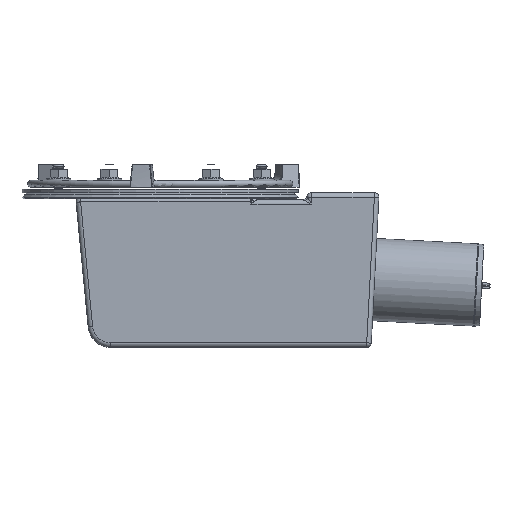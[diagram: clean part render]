
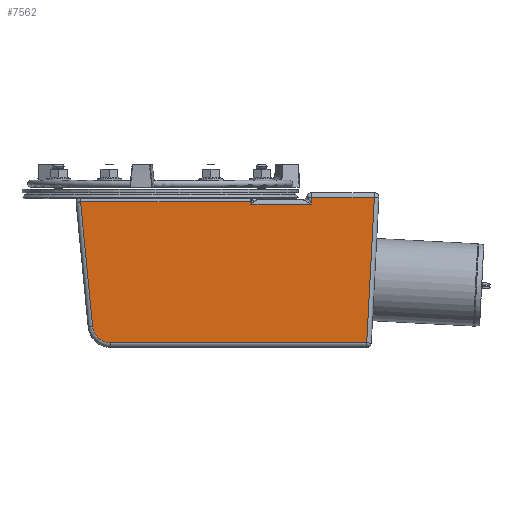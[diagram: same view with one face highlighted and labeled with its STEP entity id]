
A CAD part, front view. The second image highlights one B-rep face of the part: STEP entity #7562.
In plain terms, the highlighted planar face has unit normal (0, -1, 0).
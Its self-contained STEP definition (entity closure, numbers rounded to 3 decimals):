
#110=B_SPLINE_CURVE_WITH_KNOTS('',3,(#13260,#13261,#13262,#13263,#13264,
#13265),.UNSPECIFIED.,.F.,.F.,(4,2,4),(0.,1.706,1.714),
 .UNSPECIFIED.);
#120=B_SPLINE_CURVE_WITH_KNOTS('',3,(#13477,#13478,#13479,#13480,#13481,
#13482),.UNSPECIFIED.,.F.,.F.,(4,1,1,4),(-0.324,-0.185,
-0.092,0.),.UNSPECIFIED.);
#507=PLANE('',#9248);
#1191=FACE_OUTER_BOUND('',#1783,.T.);
#1783=EDGE_LOOP('',(#5626,#5627,#5628,#5629,#5630,#5631,#5632,#5633,#5634,
#5635));
#2391=CIRCLE('',#9139,16.);
#2940=VERTEX_POINT('',#13166);
#2941=VERTEX_POINT('',#13168);
#2944=VERTEX_POINT('',#13176);
#2964=VERTEX_POINT('',#13231);
#2965=VERTEX_POINT('',#13258);
#2966=VERTEX_POINT('',#13259);
#2972=VERTEX_POINT('',#13364);
#3000=VERTEX_POINT('',#13737);
#3003=VERTEX_POINT('',#13803);
#3024=VERTEX_POINT('',#14276);
#3816=EDGE_CURVE('',#2940,#2941,#2391,.T.);
#3821=EDGE_CURVE('',#2944,#2940,#8127,.T.);
#3845=EDGE_CURVE('',#2941,#2964,#8144,.T.);
#3847=EDGE_CURVE('',#2965,#2966,#110,.T.);
#3866=EDGE_CURVE('',#2972,#2965,#120,.T.);
#3870=EDGE_CURVE('',#2964,#2972,#8146,.T.);
#3908=EDGE_CURVE('',#3000,#3003,#8157,.T.);
#3909=EDGE_CURVE('',#2966,#3000,#8158,.T.);
#3950=EDGE_CURVE('',#3024,#2944,#8172,.T.);
#3951=EDGE_CURVE('',#3003,#3024,#8173,.T.);
#5626=ORIENTED_EDGE('',*,*,#3816,.F.);
#5627=ORIENTED_EDGE('',*,*,#3821,.F.);
#5628=ORIENTED_EDGE('',*,*,#3950,.F.);
#5629=ORIENTED_EDGE('',*,*,#3951,.F.);
#5630=ORIENTED_EDGE('',*,*,#3908,.F.);
#5631=ORIENTED_EDGE('',*,*,#3909,.F.);
#5632=ORIENTED_EDGE('',*,*,#3847,.F.);
#5633=ORIENTED_EDGE('',*,*,#3866,.F.);
#5634=ORIENTED_EDGE('',*,*,#3870,.F.);
#5635=ORIENTED_EDGE('',*,*,#3845,.F.);
#7562=ADVANCED_FACE('',(#1191),#507,.T.);
#8127=LINE('',#13178,#8543);
#8144=LINE('',#13232,#8560);
#8146=LINE('',#13493,#8562);
#8157=LINE('',#13807,#8573);
#8158=LINE('',#13809,#8574);
#8172=LINE('',#14278,#8588);
#8173=LINE('',#14280,#8589);
#8543=VECTOR('',#10684,1.);
#8560=VECTOR('',#10723,1.);
#8562=VECTOR('',#10751,1.);
#8573=VECTOR('',#10816,1.);
#8574=VECTOR('',#10819,1.);
#8588=VECTOR('',#10913,1.);
#8589=VECTOR('',#10916,1.);
#9139=AXIS2_PLACEMENT_3D('',#13169,#10673,#10674);
#9248=AXIS2_PLACEMENT_3D('',#14294,#10941,#10942);
#10673=DIRECTION('center_axis',(0.,1.,0.));
#10674=DIRECTION('ref_axis',(-0.815,0.,-0.58));
#10684=DIRECTION('',(-1.,0.,0.));
#10723=DIRECTION('',(-0.096,0.,0.995));
#10751=DIRECTION('',(1.,0.,0.));
#10816=DIRECTION('',(0.,0.,1.));
#10819=DIRECTION('',(1.,0.,0.));
#10913=DIRECTION('',(-0.052,0.,-0.999));
#10916=DIRECTION('',(1.,0.,0.));
#10941=DIRECTION('center_axis',(0.,-1.,0.));
#10942=DIRECTION('ref_axis',(0.,0.,-1.));
#13166=CARTESIAN_POINT('',(-43.968,-75.,-66.));
#13168=CARTESIAN_POINT('',(-59.894,-75.,-51.542));
#13169=CARTESIAN_POINT('Origin',(-43.968,-75.,-50.));
#13176=CARTESIAN_POINT('',(183.076,-75.,-66.));
#13178=CARTESIAN_POINT('',(1.485,-75.,-66.));
#13231=CARTESIAN_POINT('',(-70.594,-75.,59.));
#13232=CARTESIAN_POINT('',(-61.233,-75.,-37.701));
#13258=CARTESIAN_POINT('',(80.171,-75.,58.688));
#13259=CARTESIAN_POINT('',(80.467,-75.,57.));
#13260=CARTESIAN_POINT('Ctrl Pts',(80.171,-75.,58.688));
#13261=CARTESIAN_POINT('Ctrl Pts',(80.274,-75.,58.129));
#13262=CARTESIAN_POINT('Ctrl Pts',(80.37,-75.,57.568));
#13263=CARTESIAN_POINT('Ctrl Pts',(80.466,-75.,57.005));
#13264=CARTESIAN_POINT('Ctrl Pts',(80.467,-75.,57.003));
#13265=CARTESIAN_POINT('Ctrl Pts',(80.467,-75.,57.));
#13364=CARTESIAN_POINT('',(80.087,-75.,59.));
#13477=CARTESIAN_POINT('Ctrl Pts',(80.087,-75.,59.));
#13478=CARTESIAN_POINT('Ctrl Pts',(80.101,-75.,58.956));
#13479=CARTESIAN_POINT('Ctrl Pts',(80.123,-75.,58.882));
#13480=CARTESIAN_POINT('Ctrl Pts',(80.152,-75.,58.778));
#13481=CARTESIAN_POINT('Ctrl Pts',(80.166,-75.,58.718));
#13482=CARTESIAN_POINT('Ctrl Pts',(80.171,-75.,58.688));
#13493=CARTESIAN_POINT('',(94.268,-75.,59.));
#13737=CARTESIAN_POINT('',(134.,-75.,57.));
#13803=CARTESIAN_POINT('',(134.,-75.,63.));
#13807=CARTESIAN_POINT('',(134.,-75.,62.407));
#13809=CARTESIAN_POINT('',(93.717,-75.,57.));
#14276=CARTESIAN_POINT('',(189.837,-75.,63.));
#14278=CARTESIAN_POINT('',(184.6,-75.,-36.916));
#14280=CARTESIAN_POINT('',(125.651,-75.,63.));
#14294=CARTESIAN_POINT('Origin',(-63.351,-75.,-5.693));
